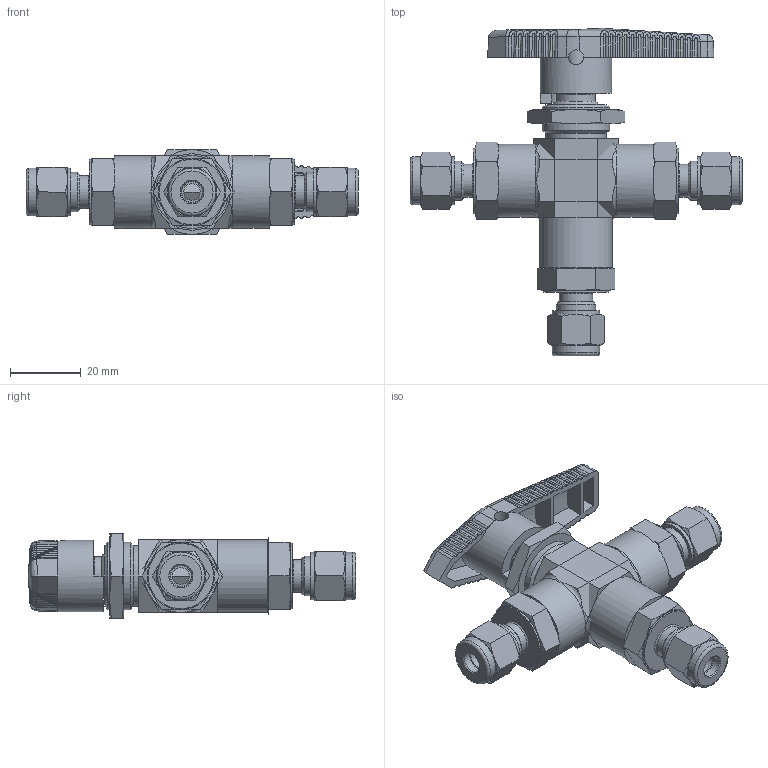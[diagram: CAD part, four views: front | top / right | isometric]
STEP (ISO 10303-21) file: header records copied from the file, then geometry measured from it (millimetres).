
FILE_DESCRIPTION(('FreeCAD Model'),'2;1');
FILE_NAME('Open CASCADE Shape Model','2025-12-08T16:38:55',('Author'),( ''),'Open CASCADE STEP processor 7.8','FreeCAD','Unknown');
FILE_SCHEMA(('AUTOMOTIVE_DESIGN { 1 0 10303 214 1 1 1 1 }'));
Length unit declared in the file: millimetre
Products named in the file (5): BVN9-2A-3B-D-6M-PK-S; BVN9-2A-3B-D-6M-PK-S001; COMPOUND; COMPOUND001; BVN9
Assembly tree (4 placements, depth 3):
  BVN9-2A-3B-D-6M-PK-S
    BVN9-2A-3B-D-6M-PK-S001
      COMPOUND
      COMPOUND001
    BVN9
Bounding box: 93.9 x 92.58 x 24 mm (x, y, z)
Volume: 50455.9 mm3; surface area: 22928 mm2
Topology: 4 solids, 4 shells, 590 faces, 3000 edges, 6876 vertices
Faces by surface type: plane 189, cylinder 149, cone 116, bspline 100, torus 36
Full cylindrical faces by diameter (mm): 4.2 x1, 4.8 x2, 6 x1, 6.13 x3, 6.15 x3, 6.176 x1, 6.18 x3, 6.184 x2, 7.39 x3, 9 x3, 9.06 x3, 9.316 x1, 9.324 x2, 9.36 x6, 9.734 x1, 9.742 x2, 10.8 x1, 11.113 x3, 11.396 x1, 11.404 x2, 12.7 x1, 13.496 x2, 13.504 x4, 13.598 x1, 13.8 x1, 17.2 x1, 18.5 x3, 19.05 x2, 20.2 x1, 20.6 x3
Entity records: 43782 total; most frequent: CARTESIAN_POINT 18613, DIRECTION 4543, ORIENTED_EDGE 2818, AXIS2_PLACEMENT_3D 1808, GEOMETRIC_CURVE_SET 1591, TRIMMED_CURVE 1589, EDGE_CURVE 1409, CIRCLE 1239
